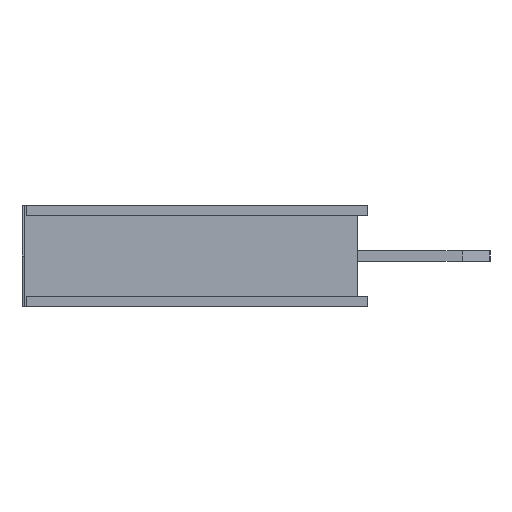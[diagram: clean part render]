
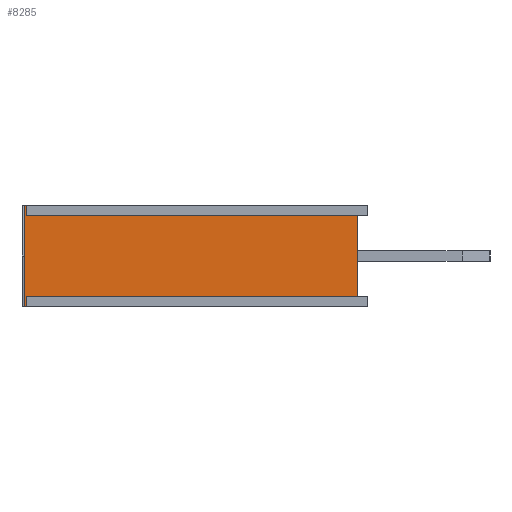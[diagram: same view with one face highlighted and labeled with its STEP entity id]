
A CAD part, left-side view. The second image highlights one B-rep face of the part: STEP entity #8285.
In plain terms, the highlighted planar face has unit normal (-1, 0, 0).
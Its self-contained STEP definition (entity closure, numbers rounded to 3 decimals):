
#293=FACE_OUTER_BOUND('',#764,.T.);
#764=EDGE_LOOP('',(#6312,#6313,#6314,#6315,#6316,#6317,#6318,#6319));
#1609=LINE('',#12364,#2777);
#1610=LINE('',#12366,#2778);
#1611=LINE('',#12368,#2779);
#1612=LINE('',#12370,#2780);
#1613=LINE('',#12372,#2781);
#1614=LINE('',#12374,#2782);
#1615=LINE('',#12376,#2783);
#1616=LINE('',#12377,#2784);
#2777=VECTOR('',#10097,10.);
#2778=VECTOR('',#10098,10.);
#2779=VECTOR('',#10099,10.);
#2780=VECTOR('',#10100,10.);
#2781=VECTOR('',#10101,10.);
#2782=VECTOR('',#10102,10.);
#2783=VECTOR('',#10103,10.);
#2784=VECTOR('',#10104,10.);
#3739=VERTEX_POINT('',#12362);
#3740=VERTEX_POINT('',#12363);
#3741=VERTEX_POINT('',#12365);
#3742=VERTEX_POINT('',#12367);
#3743=VERTEX_POINT('',#12369);
#3744=VERTEX_POINT('',#12371);
#3745=VERTEX_POINT('',#12373);
#3746=VERTEX_POINT('',#12375);
#4689=EDGE_CURVE('',#3739,#3740,#1609,.T.);
#4690=EDGE_CURVE('',#3741,#3740,#1610,.T.);
#4691=EDGE_CURVE('',#3742,#3741,#1611,.T.);
#4692=EDGE_CURVE('',#3743,#3742,#1612,.T.);
#4693=EDGE_CURVE('',#3744,#3743,#1613,.T.);
#4694=EDGE_CURVE('',#3745,#3744,#1614,.T.);
#4695=EDGE_CURVE('',#3746,#3745,#1615,.T.);
#4696=EDGE_CURVE('',#3739,#3746,#1616,.T.);
#6312=ORIENTED_EDGE('',*,*,#4689,.T.);
#6313=ORIENTED_EDGE('',*,*,#4690,.F.);
#6314=ORIENTED_EDGE('',*,*,#4691,.F.);
#6315=ORIENTED_EDGE('',*,*,#4692,.F.);
#6316=ORIENTED_EDGE('',*,*,#4693,.F.);
#6317=ORIENTED_EDGE('',*,*,#4694,.F.);
#6318=ORIENTED_EDGE('',*,*,#4695,.F.);
#6319=ORIENTED_EDGE('',*,*,#4696,.F.);
#7820=PLANE('',#8777);
#8285=ADVANCED_FACE('',(#293),#7820,.F.);
#8777=AXIS2_PLACEMENT_3D('',#12361,#10095,#10096);
#10095=DIRECTION('center_axis',(1.,0.,0.));
#10096=DIRECTION('ref_axis',(0.,0.,-1.));
#10097=DIRECTION('',(0.,0.,1.));
#10098=DIRECTION('',(0.,-1.,0.));
#10099=DIRECTION('',(0.,0.,-1.));
#10100=DIRECTION('',(0.,-1.,0.));
#10101=DIRECTION('',(0.,0.,1.));
#10102=DIRECTION('',(0.,1.,0.));
#10103=DIRECTION('',(0.,0.,-1.));
#10104=DIRECTION('',(0.,1.,0.));
#12361=CARTESIAN_POINT('Origin',(-0.02,0.,2.5));
#12362=CARTESIAN_POINT('',(-0.02,0.25,0.25));
#12363=CARTESIAN_POINT('',(-0.02,0.25,2.25));
#12364=CARTESIAN_POINT('',(-0.02,0.25,1.875));
#12365=CARTESIAN_POINT('',(-0.02,8.4,2.25));
#12366=CARTESIAN_POINT('',(-0.02,4.25,2.25));
#12367=CARTESIAN_POINT('',(-0.02,8.4,2.5));
#12368=CARTESIAN_POINT('',(-0.02,8.4,2.5));
#12369=CARTESIAN_POINT('',(-0.02,8.45,2.5));
#12370=CARTESIAN_POINT('',(-0.02,0.,2.5));
#12371=CARTESIAN_POINT('',(-0.02,8.45,0.));
#12372=CARTESIAN_POINT('',(-0.02,8.45,1.25));
#12373=CARTESIAN_POINT('',(-0.02,8.4,0.));
#12374=CARTESIAN_POINT('',(-0.02,0.,0.));
#12375=CARTESIAN_POINT('',(-0.02,8.4,0.25));
#12376=CARTESIAN_POINT('',(-0.02,8.4,2.5));
#12377=CARTESIAN_POINT('',(-0.02,0.,0.25));
